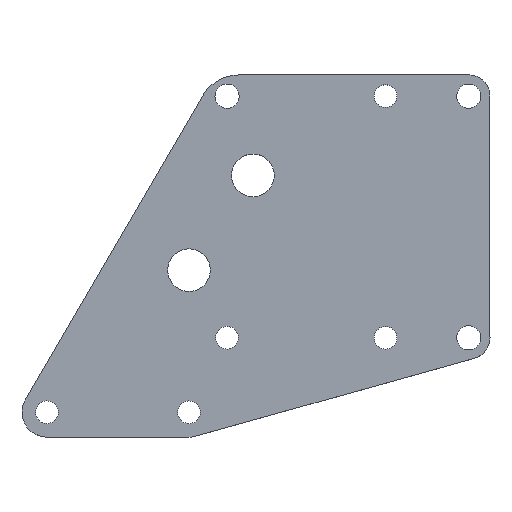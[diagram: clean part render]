
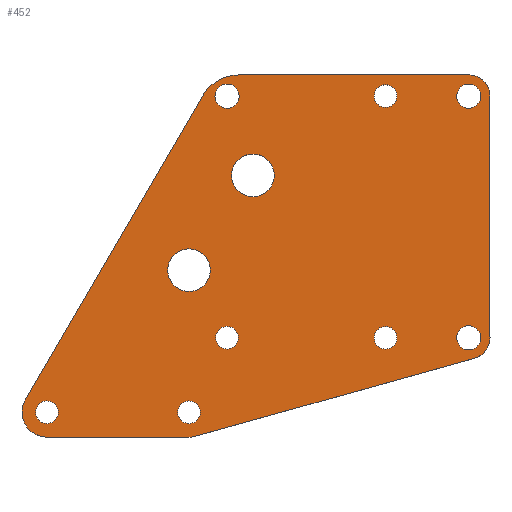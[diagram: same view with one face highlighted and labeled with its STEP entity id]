
A CAD part, top view. The second image highlights one B-rep face of the part: STEP entity #452.
In plain terms, the highlighted planar face has unit normal (0, 0, 1).
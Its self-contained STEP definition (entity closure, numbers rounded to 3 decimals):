
#25=FACE_BOUND('',#85,.T.);
#26=FACE_BOUND('',#86,.T.);
#27=FACE_BOUND('',#87,.T.);
#28=FACE_BOUND('',#88,.T.);
#29=FACE_BOUND('',#89,.T.);
#30=FACE_BOUND('',#90,.T.);
#31=FACE_BOUND('',#91,.T.);
#32=FACE_BOUND('',#92,.T.);
#33=FACE_BOUND('',#93,.T.);
#34=FACE_BOUND('',#94,.T.);
#36=PLANE('',#499);
#51=FACE_OUTER_BOUND('',#84,.T.);
#84=EDGE_LOOP('',(#353,#354,#355,#356,#357,#358,#359,#360,#361,#362));
#85=EDGE_LOOP('',(#363));
#86=EDGE_LOOP('',(#364));
#87=EDGE_LOOP('',(#365));
#88=EDGE_LOOP('',(#366));
#89=EDGE_LOOP('',(#367));
#90=EDGE_LOOP('',(#368));
#91=EDGE_LOOP('',(#369));
#92=EDGE_LOOP('',(#370));
#93=EDGE_LOOP('',(#371));
#94=EDGE_LOOP('',(#372));
#122=LINE('',#738,#153);
#123=LINE('',#742,#154);
#124=LINE('',#746,#155);
#125=LINE('',#750,#156);
#126=LINE('',#753,#157);
#153=VECTOR('',#600,10.);
#154=VECTOR('',#603,10.);
#155=VECTOR('',#606,10.);
#156=VECTOR('',#609,10.);
#157=VECTOR('',#612,10.);
#172=CIRCLE('',#471,1.6);
#174=CIRCLE('',#474,1.6);
#177=CIRCLE('',#479,1.6);
#190=CIRCLE('',#494,3.);
#191=CIRCLE('',#496,3.);
#192=CIRCLE('',#498,6.);
#193=CIRCLE('',#500,3.5);
#194=CIRCLE('',#501,3.5);
#195=CIRCLE('',#502,3.);
#196=CIRCLE('',#503,3.);
#197=CIRCLE('',#504,1.7);
#198=CIRCLE('',#505,1.6);
#199=CIRCLE('',#506,1.6);
#200=CIRCLE('',#507,1.7);
#201=CIRCLE('',#508,1.7);
#203=VERTEX_POINT('',#668);
#205=VERTEX_POINT('',#674);
#208=VERTEX_POINT('',#684);
#226=VERTEX_POINT('',#723);
#227=VERTEX_POINT('',#727);
#228=VERTEX_POINT('',#731);
#229=VERTEX_POINT('',#733);
#230=VERTEX_POINT('',#737);
#231=VERTEX_POINT('',#739);
#232=VERTEX_POINT('',#741);
#233=VERTEX_POINT('',#743);
#234=VERTEX_POINT('',#745);
#235=VERTEX_POINT('',#747);
#236=VERTEX_POINT('',#749);
#237=VERTEX_POINT('',#751);
#238=VERTEX_POINT('',#754);
#239=VERTEX_POINT('',#756);
#240=VERTEX_POINT('',#758);
#241=VERTEX_POINT('',#760);
#242=VERTEX_POINT('',#762);
#245=EDGE_CURVE('',#203,#203,#172,.T.);
#248=EDGE_CURVE('',#205,#205,#174,.T.);
#253=EDGE_CURVE('',#208,#208,#177,.T.);
#271=EDGE_CURVE('',#226,#226,#190,.T.);
#273=EDGE_CURVE('',#227,#227,#191,.T.);
#276=EDGE_CURVE('',#228,#229,#192,.T.);
#278=EDGE_CURVE('',#228,#230,#122,.T.);
#279=EDGE_CURVE('',#231,#230,#193,.T.);
#280=EDGE_CURVE('',#231,#232,#123,.T.);
#281=EDGE_CURVE('',#233,#232,#194,.T.);
#282=EDGE_CURVE('',#234,#233,#124,.T.);
#283=EDGE_CURVE('',#235,#234,#195,.T.);
#284=EDGE_CURVE('',#235,#236,#125,.T.);
#285=EDGE_CURVE('',#237,#236,#196,.T.);
#286=EDGE_CURVE('',#229,#237,#126,.T.);
#287=EDGE_CURVE('',#238,#238,#197,.T.);
#288=EDGE_CURVE('',#239,#239,#198,.T.);
#289=EDGE_CURVE('',#240,#240,#199,.T.);
#290=EDGE_CURVE('',#241,#241,#200,.T.);
#291=EDGE_CURVE('',#242,#242,#201,.T.);
#353=ORIENTED_EDGE('',*,*,#276,.F.);
#354=ORIENTED_EDGE('',*,*,#278,.T.);
#355=ORIENTED_EDGE('',*,*,#279,.F.);
#356=ORIENTED_EDGE('',*,*,#280,.T.);
#357=ORIENTED_EDGE('',*,*,#281,.F.);
#358=ORIENTED_EDGE('',*,*,#282,.F.);
#359=ORIENTED_EDGE('',*,*,#283,.F.);
#360=ORIENTED_EDGE('',*,*,#284,.T.);
#361=ORIENTED_EDGE('',*,*,#285,.F.);
#362=ORIENTED_EDGE('',*,*,#286,.F.);
#363=ORIENTED_EDGE('',*,*,#245,.T.);
#364=ORIENTED_EDGE('',*,*,#248,.T.);
#365=ORIENTED_EDGE('',*,*,#271,.T.);
#366=ORIENTED_EDGE('',*,*,#273,.T.);
#367=ORIENTED_EDGE('',*,*,#253,.F.);
#368=ORIENTED_EDGE('',*,*,#287,.T.);
#369=ORIENTED_EDGE('',*,*,#288,.T.);
#370=ORIENTED_EDGE('',*,*,#289,.T.);
#371=ORIENTED_EDGE('',*,*,#290,.T.);
#372=ORIENTED_EDGE('',*,*,#291,.T.);
#452=ADVANCED_FACE('',(#51,#25,#26,#27,#28,#29,#30,#31,#32,#33,#34),#36,
 .F.);
#471=AXIS2_PLACEMENT_3D('',#670,#530,#531);
#474=AXIS2_PLACEMENT_3D('',#676,#537,#538);
#479=AXIS2_PLACEMENT_3D('',#686,#549,#550);
#494=AXIS2_PLACEMENT_3D('',#724,#584,#585);
#496=AXIS2_PLACEMENT_3D('',#728,#589,#590);
#498=AXIS2_PLACEMENT_3D('',#734,#595,#596);
#499=AXIS2_PLACEMENT_3D('',#736,#598,#599);
#500=AXIS2_PLACEMENT_3D('',#740,#601,#602);
#501=AXIS2_PLACEMENT_3D('',#744,#604,#605);
#502=AXIS2_PLACEMENT_3D('',#748,#607,#608);
#503=AXIS2_PLACEMENT_3D('',#752,#610,#611);
#504=AXIS2_PLACEMENT_3D('',#755,#613,#614);
#505=AXIS2_PLACEMENT_3D('',#757,#615,#616);
#506=AXIS2_PLACEMENT_3D('',#759,#617,#618);
#507=AXIS2_PLACEMENT_3D('',#761,#619,#620);
#508=AXIS2_PLACEMENT_3D('',#763,#621,#622);
#530=DIRECTION('center_axis',(0.,0.,
-1.));
#531=DIRECTION('ref_axis',(-1.,0.,0.));
#537=DIRECTION('center_axis',(0.,0.,
-1.));
#538=DIRECTION('ref_axis',(-1.,0.,0.));
#549=DIRECTION('center_axis',(0.,0.,
1.));
#550=DIRECTION('ref_axis',(1.,0.,0.));
#584=DIRECTION('center_axis',(0.,0.,
-1.));
#585=DIRECTION('ref_axis',(1.,0.,0.));
#589=DIRECTION('center_axis',(0.,0.,
-1.));
#590=DIRECTION('ref_axis',(1.,0.,0.));
#595=DIRECTION('center_axis',(0.,0.,
-1.));
#596=DIRECTION('ref_axis',(-0.498,0.867,0.));
#598=DIRECTION('center_axis',(0.,0.,
-1.));
#599=DIRECTION('ref_axis',(-1.,0.,0.));
#600=DIRECTION('',(-0.504,-0.864,0.));
#601=DIRECTION('center_axis',(0.,0.,
-1.));
#602=DIRECTION('ref_axis',(-1.,0.,0.));
#603=DIRECTION('',(1.,0.,0.));
#604=DIRECTION('center_axis',(0.,0.,
-1.));
#605=DIRECTION('ref_axis',(-1.,0.,0.));
#606=DIRECTION('',(-0.963,-0.269,0.));
#607=DIRECTION('center_axis',(0.,0.,
-1.));
#608=DIRECTION('ref_axis',(-1.,0.,0.));
#609=DIRECTION('',(0.,1.,0.));
#610=DIRECTION('center_axis',(0.,0.,
-1.));
#611=DIRECTION('ref_axis',(-1.,0.,0.));
#612=DIRECTION('',(1.,0.,0.));
#613=DIRECTION('center_axis',(0.,0.,
-1.));
#614=DIRECTION('ref_axis',(-1.,0.,0.));
#615=DIRECTION('center_axis',(0.,0.,
-1.));
#616=DIRECTION('ref_axis',(-1.,0.,0.));
#617=DIRECTION('center_axis',(0.,0.,
-1.));
#618=DIRECTION('ref_axis',(-1.,0.,0.));
#619=DIRECTION('center_axis',(0.,0.,
-1.));
#620=DIRECTION('ref_axis',(-1.,0.,0.));
#621=DIRECTION('center_axis',(0.,0.,
-1.));
#622=DIRECTION('ref_axis',(-1.,0.,0.));
#668=CARTESIAN_POINT('',(136.691,77.86,12.7));
#670=CARTESIAN_POINT('Origin',(135.091,77.86,12.7));
#674=CARTESIAN_POINT('',(136.691,43.86,12.7));
#676=CARTESIAN_POINT('Origin',(135.091,43.86,12.7));
#684=CARTESIAN_POINT('',(111.18,43.86,12.7));
#686=CARTESIAN_POINT('Origin',(112.78,43.86,12.7));
#723=CARTESIAN_POINT('',(113.424,66.717,12.7));
#724=CARTESIAN_POINT('Origin',(116.424,66.717,12.7));
#727=CARTESIAN_POINT('',(104.424,53.383,12.7));
#728=CARTESIAN_POINT('Origin',(107.424,53.383,12.7));
#731=CARTESIAN_POINT('',(109.321,77.882,12.7));
#733=CARTESIAN_POINT('',(114.504,80.86,12.7));
#734=CARTESIAN_POINT('Origin',(114.504,74.86,12.7));
#736=CARTESIAN_POINT('Origin',(116.852,56.002,12.7));
#737=CARTESIAN_POINT('',(84.4,35.146,12.7));
#738=CARTESIAN_POINT('',(111.057,80.86,12.7));
#739=CARTESIAN_POINT('',(87.424,29.883,12.7));
#740=CARTESIAN_POINT('Origin',(87.424,33.383,12.7));
#741=CARTESIAN_POINT('',(107.424,29.883,12.7));
#742=CARTESIAN_POINT('',(85.253,29.883,12.7));
#743=CARTESIAN_POINT('',(108.365,30.012,12.7));
#744=CARTESIAN_POINT('Origin',(107.424,33.383,12.7));
#745=CARTESIAN_POINT('',(147.587,40.97,12.7));
#746=CARTESIAN_POINT('',(151.665,42.11,12.7));
#747=CARTESIAN_POINT('',(149.78,43.86,12.7));
#748=CARTESIAN_POINT('Origin',(146.78,43.86,12.7));
#749=CARTESIAN_POINT('',(149.78,77.86,12.7));
#750=CARTESIAN_POINT('',(149.78,39.269,12.7));
#751=CARTESIAN_POINT('',(146.78,80.86,12.7));
#752=CARTESIAN_POINT('Origin',(146.78,77.86,12.7));
#753=CARTESIAN_POINT('',(108.421,80.86,12.7));
#754=CARTESIAN_POINT('',(114.48,77.86,12.7));
#755=CARTESIAN_POINT('Origin',(112.78,77.86,12.7));
#756=CARTESIAN_POINT('',(109.024,33.383,12.7));
#757=CARTESIAN_POINT('Origin',(107.424,33.383,12.7));
#758=CARTESIAN_POINT('',(89.024,33.383,12.7));
#759=CARTESIAN_POINT('Origin',(87.424,33.383,12.7));
#760=CARTESIAN_POINT('',(148.48,43.86,12.7));
#761=CARTESIAN_POINT('Origin',(146.78,43.86,12.7));
#762=CARTESIAN_POINT('',(148.48,77.86,12.7));
#763=CARTESIAN_POINT('Origin',(146.78,77.86,12.7));
